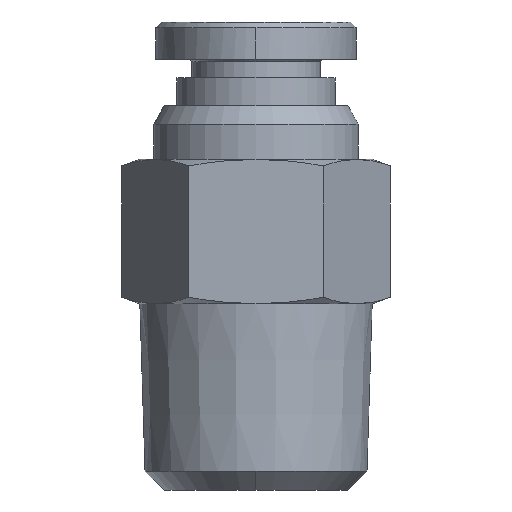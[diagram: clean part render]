
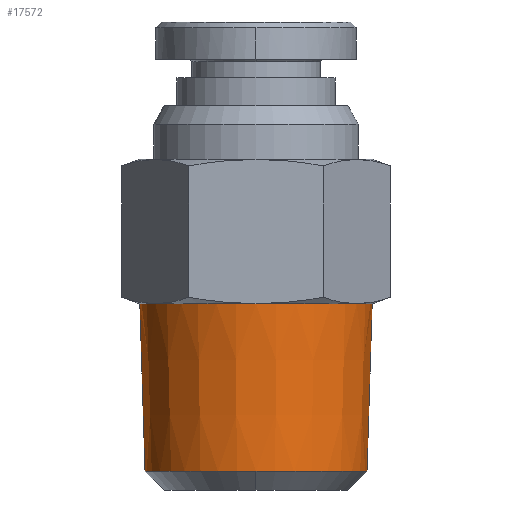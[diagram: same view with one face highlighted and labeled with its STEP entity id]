
A CAD part, left-side view. The second image highlights one B-rep face of the part: STEP entity #17572.
In plain terms, the highlighted conical face has half-angle 1.79 degrees and reference radius 4.99 mm.
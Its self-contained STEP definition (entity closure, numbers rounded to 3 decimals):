
#263 = LINE ( 'NONE', #13727, #14754 ) ;
#1595 = DIRECTION ( 'NONE',  ( 0., -0.031, 1. ) ) ;
#1598 = CIRCLE ( 'NONE', #15139, 4.765 ) ;
#1641 = AXIS2_PLACEMENT_3D ( 'NONE', #3587, #11126, #5070 ) ;
#1738 = CIRCLE ( 'NONE', #3639, 4.765 ) ;
#2104 = CARTESIAN_POINT ( 'NONE',  ( 22.995, -4.99, 3.504 ) ) ;
#2405 = EDGE_CURVE ( 'NONE', #6991, #11951, #9837, .T. ) ;
#2629 = VERTEX_POINT ( 'NONE', #8638 ) ;
#3056 = ORIENTED_EDGE ( 'NONE', *, *, #2405, .T. ) ;
#3527 = CARTESIAN_POINT ( 'NONE',  ( 18.23, 0., -3.696 ) ) ;
#3587 = CARTESIAN_POINT ( 'NONE',  ( 22.995, 0., 3.504 ) ) ;
#3639 = AXIS2_PLACEMENT_3D ( 'NONE', #4798, #9392, #7995 ) ;
#3733 = DIRECTION ( 'NONE',  ( 0., -1., 0. ) ) ;
#4517 = DIRECTION ( 'NONE',  ( 0., 1., 0. ) ) ;
#4798 = CARTESIAN_POINT ( 'NONE',  ( 22.995, 0., -3.696 ) ) ;
#4876 = CARTESIAN_POINT ( 'NONE',  ( 22.995, 0., -3.696 ) ) ;
#5070 = DIRECTION ( 'NONE',  ( 0., 1., 0. ) ) ;
#5402 = VERTEX_POINT ( 'NONE', #3527 ) ;
#5734 = CONICAL_SURFACE ( 'NONE', #6141, 4.99, 0.031 ) ;
#6038 = CARTESIAN_POINT ( 'NONE',  ( 22.995, 0., 3.504 ) ) ;
#6141 = AXIS2_PLACEMENT_3D ( 'NONE', #6038, #12004, #4517 ) ;
#6991 = VERTEX_POINT ( 'NONE', #2104 ) ;
#7021 = CARTESIAN_POINT ( 'NONE',  ( 22.995, 4.99, 3.504 ) ) ;
#7995 = DIRECTION ( 'NONE',  ( 0., -1., 0. ) ) ;
#8281 = DIRECTION ( 'NONE',  ( 0., 0.031, 1. ) ) ;
#8422 = EDGE_CURVE ( 'NONE', #2629, #11951, #16431, .T. ) ;
#8638 = CARTESIAN_POINT ( 'NONE',  ( 22.995, 4.765, -3.696 ) ) ;
#9392 = DIRECTION ( 'NONE',  ( 0., 0., 1. ) ) ;
#9837 = CIRCLE ( 'NONE', #1641, 4.99 ) ;
#10740 = EDGE_CURVE ( 'NONE', #2629, #5402, #1738, .T. ) ;
#10927 = CARTESIAN_POINT ( 'NONE',  ( 22.995, 4.99, 3.504 ) ) ;
#11126 = DIRECTION ( 'NONE',  ( 0., 0., -1. ) ) ;
#11890 = FACE_OUTER_BOUND ( 'NONE', #17574, .T. ) ;
#11951 = VERTEX_POINT ( 'NONE', #10927 ) ;
#12004 = DIRECTION ( 'NONE',  ( 0., 0., 1. ) ) ;
#12391 = ORIENTED_EDGE ( 'NONE', *, *, #16285, .T. ) ;
#12725 = VERTEX_POINT ( 'NONE', #17800 ) ;
#13727 = CARTESIAN_POINT ( 'NONE',  ( 22.995, -4.99, 3.504 ) ) ;
#13827 = VECTOR ( 'NONE', #8281, 1000. ) ;
#13879 = ORIENTED_EDGE ( 'NONE', *, *, #8422, .F. ) ;
#14014 = DIRECTION ( 'NONE',  ( 0., 0., 1. ) ) ;
#14754 = VECTOR ( 'NONE', #1595, 1000. ) ;
#14949 = ORIENTED_EDGE ( 'NONE', *, *, #19002, .T. ) ;
#15139 = AXIS2_PLACEMENT_3D ( 'NONE', #4876, #14014, #3733 ) ;
#16285 = EDGE_CURVE ( 'NONE', #5402, #12725, #1598, .T. ) ;
#16431 = LINE ( 'NONE', #7021, #13827 ) ;
#17572 = ADVANCED_FACE ( 'NONE', ( #11890 ), #5734, .T. ) ;
#17574 = EDGE_LOOP ( 'NONE', ( #12391, #14949, #3056, #13879, #18576 ) ) ;
#17800 = CARTESIAN_POINT ( 'NONE',  ( 22.995, -4.765, -3.696 ) ) ;
#18576 = ORIENTED_EDGE ( 'NONE', *, *, #10740, .T. ) ;
#19002 = EDGE_CURVE ( 'NONE', #12725, #6991, #263, .T. ) ;
